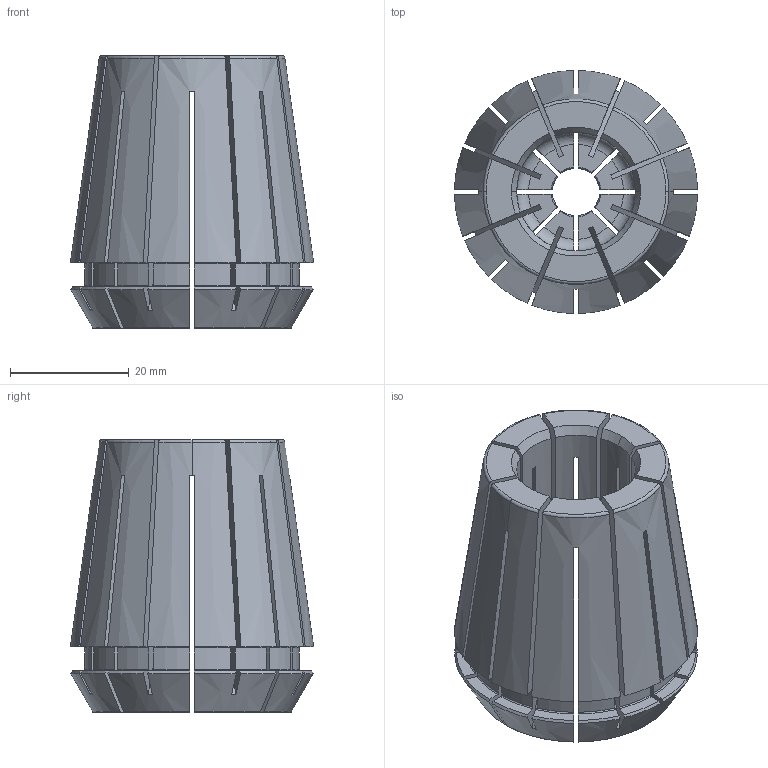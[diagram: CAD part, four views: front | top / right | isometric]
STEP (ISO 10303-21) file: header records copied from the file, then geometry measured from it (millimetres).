
FILE_DESCRIPTION(('HOOPS Exchange Step'),'2;1');
FILE_NAME('export-9E886C28-7EC7-476A-ADB3-7C4583AB7CE6.stp','2022-01-29T17:57:05+01:00',('Engineering'),('Alibre'),'HOOPS Exchange 2021.0','Alibre','Unknown authorisation');
FILE_SCHEMA( ('AP242_MANAGED_MODEL_BASED_3D_ENGINEERING_MIM_LF {1 0 10303 442 1 1 4 }') );
Length unit declared in the file: millimetre
Products named in the file (1): 5826 Single ER 40 Collet 8.00mm Swiss Quality
Bounding box: 40.99 x 40.99 x 46 mm (x, y, z)
Volume: 35671.4 mm3; surface area: 21055.6 mm2
Topology: 1 solids, 1 shells, 280 faces, 826 edges, 546 vertices
Faces by surface type: plane 104, torus 74, cone 52, cylinder 50
Entity records: 11429 total; most frequent: CARTESIAN_POINT 4294, ORIENTED_EDGE 1652, DIRECTION 1386, EDGE_CURVE 826, VERTEX_POINT 546, AXIS2_PLACEMENT_3D 542, VECTOR 302, LINE 302
